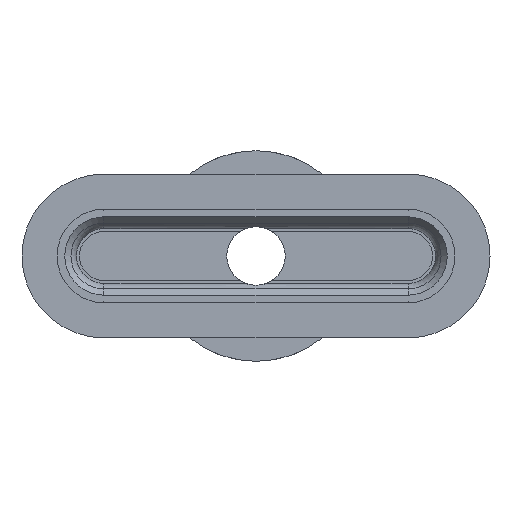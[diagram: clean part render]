
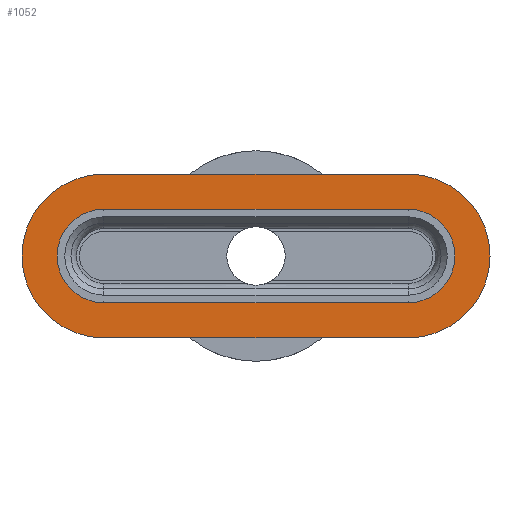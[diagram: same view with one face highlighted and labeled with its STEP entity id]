
A CAD part, front view. The second image highlights one B-rep face of the part: STEP entity #1052.
In plain terms, the highlighted planar face has unit normal (0, -1, 0).
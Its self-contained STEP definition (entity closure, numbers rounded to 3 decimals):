
#47=PLANE('',#1129);
#80=CIRCLE('',#1130,3.5);
#81=CIRCLE('',#1131,3.5);
#82=CIRCLE('',#1132,1.4);
#83=CIRCLE('',#1133,1.4);
#124=LINE('',#1504,#180);
#131=LINE('',#1519,#187);
#148=LINE('',#1575,#204);
#150=LINE('',#1581,#206);
#180=VECTOR('',#1244,1000.);
#187=VECTOR('',#1253,1000.);
#204=VECTOR('',#1318,1000.);
#206=VECTOR('',#1324,1000.);
#313=ORIENTED_EDGE('',*,*,#496,.F.);
#314=ORIENTED_EDGE('',*,*,#497,.F.);
#315=ORIENTED_EDGE('',*,*,#498,.F.);
#316=ORIENTED_EDGE('',*,*,#456,.T.);
#317=ORIENTED_EDGE('',*,*,#494,.T.);
#318=ORIENTED_EDGE('',*,*,#499,.T.);
#319=ORIENTED_EDGE('',*,*,#463,.F.);
#320=ORIENTED_EDGE('',*,*,#500,.T.);
#456=EDGE_CURVE('',#553,#552,#124,.T.);
#463=EDGE_CURVE('',#559,#556,#131,.T.);
#494=EDGE_CURVE('',#575,#574,#148,.T.);
#496=EDGE_CURVE('',#576,#552,#80,.T.);
#497=EDGE_CURVE('',#577,#576,#150,.T.);
#498=EDGE_CURVE('',#553,#577,#81,.T.);
#499=EDGE_CURVE('',#574,#556,#82,.T.);
#500=EDGE_CURVE('',#559,#575,#83,.T.);
#552=VERTEX_POINT('',#1503);
#553=VERTEX_POINT('',#1505);
#556=VERTEX_POINT('',#1513);
#559=VERTEX_POINT('',#1518);
#574=VERTEX_POINT('',#1574);
#575=VERTEX_POINT('',#1576);
#576=VERTEX_POINT('',#1580);
#577=VERTEX_POINT('',#1582);
#609=EDGE_LOOP('',(#313,#314,#315,#316));
#610=EDGE_LOOP('',(#317,#318,#319,#320));
#663=FACE_BOUND('',#609,.T.);
#664=FACE_BOUND('',#610,.T.);
#1052=ADVANCED_FACE('',(#663,#664),#47,.F.);
#1129=AXIS2_PLACEMENT_3D('',#1578,#1320,#1321);
#1130=AXIS2_PLACEMENT_3D('',#1579,#1322,#1323);
#1131=AXIS2_PLACEMENT_3D('',#1583,#1325,#1326);
#1132=AXIS2_PLACEMENT_3D('',#1584,#1327,#1328);
#1133=AXIS2_PLACEMENT_3D('',#1585,#1329,#1330);
#1244=DIRECTION('',(-1.,0.,0.));
#1253=DIRECTION('',(-1.,0.,0.));
#1318=DIRECTION('',(-1.,0.,0.));
#1320=DIRECTION('',(0.,1.,0.));
#1321=DIRECTION('',(0.,0.,1.));
#1322=DIRECTION('',(0.,1.,0.));
#1323=DIRECTION('',(0.,0.,1.));
#1324=DIRECTION('',(-1.,0.,0.));
#1325=DIRECTION('',(0.,1.,0.));
#1326=DIRECTION('',(0.,0.,1.));
#1327=DIRECTION('',(0.,1.,0.));
#1328=DIRECTION('',(0.,0.,1.));
#1329=DIRECTION('',(0.,1.,0.));
#1330=DIRECTION('',(0.,0.,1.));
#1503=CARTESIAN_POINT('',(-6.5,2.,3.5));
#1504=CARTESIAN_POINT('',(6.5,2.,3.5));
#1505=CARTESIAN_POINT('',(6.5,2.,3.5));
#1513=CARTESIAN_POINT('',(-6.5,2.,1.4));
#1518=CARTESIAN_POINT('',(6.5,2.,1.4));
#1519=CARTESIAN_POINT('',(6.5,2.,1.4));
#1574=CARTESIAN_POINT('',(-6.5,2.,-1.4));
#1575=CARTESIAN_POINT('',(6.5,2.,-1.4));
#1576=CARTESIAN_POINT('',(6.5,2.,-1.4));
#1578=CARTESIAN_POINT('',(6.5,2.,-1.4));
#1579=CARTESIAN_POINT('',(-6.5,2.,0.));
#1580=CARTESIAN_POINT('',(-6.5,2.,-3.5));
#1581=CARTESIAN_POINT('',(6.5,2.,-3.5));
#1582=CARTESIAN_POINT('',(6.5,2.,-3.5));
#1583=CARTESIAN_POINT('',(6.5,2.,0.));
#1584=CARTESIAN_POINT('',(-6.5,2.,0.));
#1585=CARTESIAN_POINT('',(6.5,2.,0.));
